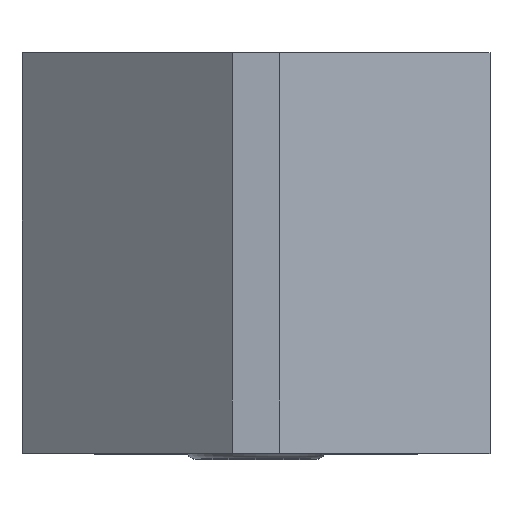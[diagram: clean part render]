
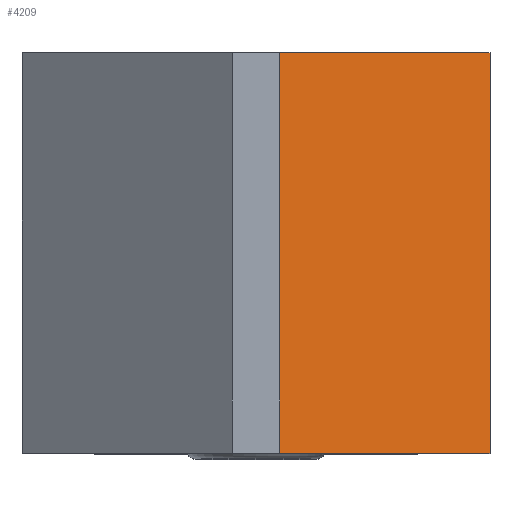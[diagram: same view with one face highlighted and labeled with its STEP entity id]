
A CAD part, top view. The second image highlights one B-rep face of the part: STEP entity #4209.
In plain terms, the highlighted planar face has unit normal (0.643, 0, 0.766).
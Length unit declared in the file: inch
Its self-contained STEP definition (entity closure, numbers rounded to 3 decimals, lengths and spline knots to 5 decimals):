
#162=DIRECTION('',(-0.766,0.,0.643));
#163=VECTOR('',#162,0.85565);
#164=CARTESIAN_POINT('',(0.73,-0.625,1.12));
#165=LINE('',#164,#163);
#273=DIRECTION('',(-0.766,0.,0.643));
#274=VECTOR('',#273,0.85565);
#275=CARTESIAN_POINT('',(0.73,0.625,1.12));
#276=LINE('',#275,#274);
#309=DIRECTION('',(0.,1.,0.));
#310=VECTOR('',#309,1.25);
#311=CARTESIAN_POINT('',(0.73,-0.625,1.12));
#312=LINE('',#311,#310);
#321=DIRECTION('',(0.,1.,0.));
#322=VECTOR('',#321,1.25);
#323=CARTESIAN_POINT('',(0.07454,-0.625,1.67));
#324=LINE('',#323,#322);
#3328=CARTESIAN_POINT('',(0.07454,-0.625,1.67));
#3329=CARTESIAN_POINT('',(0.07454,0.625,1.67));
#3330=VERTEX_POINT('',#3328);
#3331=VERTEX_POINT('',#3329);
#3346=CARTESIAN_POINT('',(0.73,-0.625,1.12));
#3347=VERTEX_POINT('',#3346);
#3350=CARTESIAN_POINT('',(0.73,0.625,1.12));
#3351=VERTEX_POINT('',#3350);
#4197=CARTESIAN_POINT('',(0.73,0.625,1.12));
#4198=DIRECTION('',(-0.643,0.,-0.766));
#4199=DIRECTION('',(-0.766,0.,0.643));
#4200=AXIS2_PLACEMENT_3D('',#4197,#4198,#4199);
#4201=PLANE('',#4200);
#4203=ORIENTED_EDGE('',*,*,#4202,.T.);
#4204=ORIENTED_EDGE('',*,*,#4161,.F.);
#4205=ORIENTED_EDGE('',*,*,#4191,.F.);
#4206=ORIENTED_EDGE('',*,*,#4052,.T.);
#4207=EDGE_LOOP('',(#4203,#4204,#4205,#4206));
#4208=FACE_OUTER_BOUND('',#4207,.F.);
#4052=EDGE_CURVE('',#3347,#3330,#165,.T.);
#4161=EDGE_CURVE('',#3351,#3331,#276,.T.);
#4191=EDGE_CURVE('',#3347,#3351,#312,.T.);
#4202=EDGE_CURVE('',#3330,#3331,#324,.T.);
#4209=ADVANCED_FACE('',(#4208),#4201,.F.);
